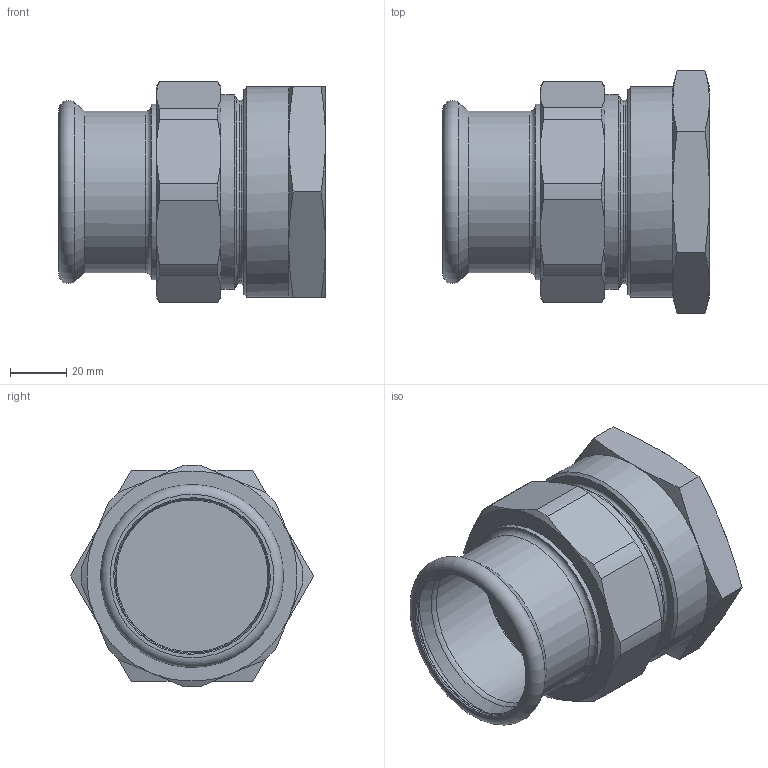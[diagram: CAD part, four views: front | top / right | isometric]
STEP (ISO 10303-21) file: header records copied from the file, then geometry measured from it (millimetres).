
FILE_DESCRIPTION(/* description */ (''),/* implementation_level */ '2;1');
FILE_NAME(/* name */ '45409.stp',/* time_stamp */ '2023-09-08T11:38:14+02:00',/* author */ ('JANAN'),/* organization */ (''),/* preprocessor_version */ 'ST-DEVELOPER v19.2',/* originating_system */ 'Autodesk Inventor 2023',/* authorisation */ '');
FILE_SCHEMA (('AUTOMOTIVE_DESIGN { 1 0 10303 214 3 1 1 }'));
Length unit declared in the file: millimetre
Products named in the file (1): tmp42C.tmp
Bounding box: 95 x 86.6 x 78.98 mm (x, y, z)
Volume: 203794.2 mm3; surface area: 52657.4 mm2
Topology: 2 solids, 2 shells, 88 faces, 192 edges, 115 vertices
Faces by surface type: cone 36, plane 25, cylinder 18, torus 9
Full cylindrical faces by diameter (mm): 51 x1, 54.4 x1, 55 x1, 56.656 x1, 57.7 x1, 61 x1, 62.5 x1, 65.4 x1, 69.398 x1, 75 x1
Entity records: 2632 total; most frequent: CARTESIAN_POINT 646, DIRECTION 410, ORIENTED_EDGE 384, EDGE_CURVE 192, AXIS2_PLACEMENT_3D 185, VERTEX_POINT 115, EDGE_LOOP 97, CIRCLE 96
